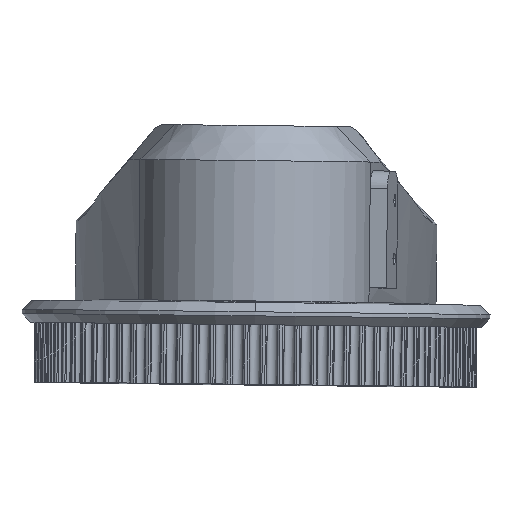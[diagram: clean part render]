
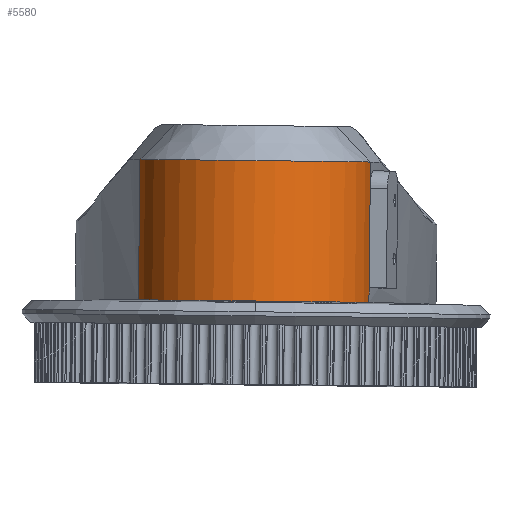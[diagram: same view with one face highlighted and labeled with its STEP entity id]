
A CAD part, top view. The second image highlights one B-rep face of the part: STEP entity #5580.
In plain terms, the highlighted cylindrical face has radius 20 mm (diameter 40 mm), a partial arc.
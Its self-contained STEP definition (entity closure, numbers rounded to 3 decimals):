
#499 = VECTOR ( 'NONE', #11799, 1000. ) ;
#530 = VERTEX_POINT ( 'NONE', #2743 ) ;
#1087 = EDGE_CURVE ( 'NONE', #22377, #530, #7862, .T. ) ;
#1622 = VERTEX_POINT ( 'NONE', #24057 ) ;
#1784 = LINE ( 'NONE', #24728, #22820 ) ;
#2429 = FACE_OUTER_BOUND ( 'NONE', #13962, .T. ) ;
#2464 = VERTEX_POINT ( 'NONE', #16330 ) ;
#2678 = DIRECTION ( 'NONE',  ( 0., 0., -1. ) ) ;
#2743 = CARTESIAN_POINT ( 'NONE',  ( -19.703, 163.433, 0. ) ) ;
#3200 = CARTESIAN_POINT ( 'NONE',  ( 0., 160., 0. ) ) ;
#4314 = CARTESIAN_POINT ( 'NONE',  ( 0., 160., 7. ) ) ;
#5207 = DIRECTION ( 'NONE',  ( -1., 0., 0. ) ) ;
#5216 = DIRECTION ( 'NONE',  ( 0., 0., -1. ) ) ;
#5350 = CARTESIAN_POINT ( 'NONE',  ( 0., 160., 24. ) ) ;
#5510 = ORIENTED_EDGE ( 'NONE', *, *, #21091, .F. ) ;
#5580 = ADVANCED_FACE ( 'NONE', ( #2429 ), #21626, .T. ) ;
#5589 = AXIS2_PLACEMENT_3D ( 'NONE', #5350, #5216, #9211 ) ;
#5612 = DIRECTION ( 'NONE',  ( 0., 0., -1. ) ) ;
#5913 = DIRECTION ( 'NONE',  ( 0., 0., -1. ) ) ;
#6603 = AXIS2_PLACEMENT_3D ( 'NONE', #4314, #2678, #15954 ) ;
#7156 = CARTESIAN_POINT ( 'NONE',  ( -19.703, 163.433, 2.5 ) ) ;
#7473 = LINE ( 'NONE', #15127, #13259 ) ;
#7862 = CIRCLE ( 'NONE', #13860, 20. ) ;
#8391 = LINE ( 'NONE', #23718, #499 ) ;
#8657 = ORIENTED_EDGE ( 'NONE', *, *, #1087, .T. ) ;
#9211 = DIRECTION ( 'NONE',  ( 1., 0., 0. ) ) ;
#9585 = CIRCLE ( 'NONE', #5589, 20. ) ;
#9601 = VECTOR ( 'NONE', #5913, 1000. ) ;
#10167 = LINE ( 'NONE', #11555, #9601 ) ;
#10724 = EDGE_CURVE ( 'NONE', #11589, #1622, #9585, .T. ) ;
#10838 = DIRECTION ( 'NONE',  ( 0., 0., 1. ) ) ;
#11555 = CARTESIAN_POINT ( 'NONE',  ( -19.703, 163.433, 7. ) ) ;
#11589 = VERTEX_POINT ( 'NONE', #14811 ) ;
#11799 = DIRECTION ( 'NONE',  ( 0., 0., -1. ) ) ;
#12296 = CARTESIAN_POINT ( 'NONE',  ( 19.703, 163.433, 0. ) ) ;
#12601 = ORIENTED_EDGE ( 'NONE', *, *, #13218, .F. ) ;
#13218 = EDGE_CURVE ( 'NONE', #2464, #15774, #8391, .T. ) ;
#13259 = VECTOR ( 'NONE', #5612, 1000. ) ;
#13860 = AXIS2_PLACEMENT_3D ( 'NONE', #3200, #10838, #5207 ) ;
#13962 = EDGE_LOOP ( 'NONE', ( #5510, #17893, #19710, #8657, #15704, #12601 ) ) ;
#14811 = CARTESIAN_POINT ( 'NONE',  ( -19.703, 163.433, 24. ) ) ;
#15127 = CARTESIAN_POINT ( 'NONE',  ( -19.703, 163.433, 7. ) ) ;
#15704 = ORIENTED_EDGE ( 'NONE', *, *, #21773, .F. ) ;
#15774 = VERTEX_POINT ( 'NONE', #7156 ) ;
#15954 = DIRECTION ( 'NONE',  ( -1., 0., 0. ) ) ;
#16330 = CARTESIAN_POINT ( 'NONE',  ( -19.703, 163.433, 19.5 ) ) ;
#17893 = ORIENTED_EDGE ( 'NONE', *, *, #10724, .T. ) ;
#19710 = ORIENTED_EDGE ( 'NONE', *, *, #20896, .T. ) ;
#20896 = EDGE_CURVE ( 'NONE', #1622, #22377, #1784, .T. ) ;
#21091 = EDGE_CURVE ( 'NONE', #11589, #2464, #10167, .T. ) ;
#21094 = DIRECTION ( 'NONE',  ( 0., 0., -1. ) ) ;
#21626 = CYLINDRICAL_SURFACE ( 'NONE', #6603, 20. ) ;
#21773 = EDGE_CURVE ( 'NONE', #15774, #530, #7473, .T. ) ;
#22377 = VERTEX_POINT ( 'NONE', #12296 ) ;
#22820 = VECTOR ( 'NONE', #21094, 1000. ) ;
#23718 = CARTESIAN_POINT ( 'NONE',  ( -19.703, 163.433, 22.5 ) ) ;
#24057 = CARTESIAN_POINT ( 'NONE',  ( 19.703, 163.433, 24. ) ) ;
#24728 = CARTESIAN_POINT ( 'NONE',  ( 19.703, 163.433, 7. ) ) ;
